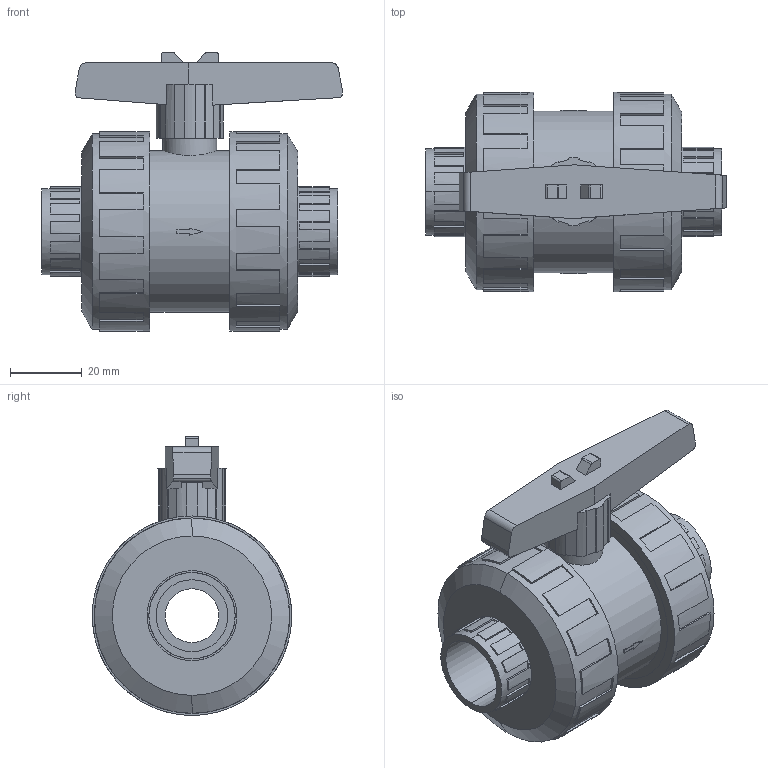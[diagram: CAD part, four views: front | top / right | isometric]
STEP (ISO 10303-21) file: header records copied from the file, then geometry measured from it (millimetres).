
FILE_DESCRIPTION(('STEP AP214'),'1');
FILE_NAME('cctmp_328CFFDC-FEAF-488E-94C5-C4F68F16F2BE_2018_12_14_14_7_39_137..stp','2018-12-14T13:07:39',('Praher Valves GmbH'),('CADClick - www.CADClick.com'),'Spatial InterOp 3D',' ','unknown authorization');
FILE_SCHEMA(('AUTOMOTIVE_DESIGN'));
Length unit declared in the file: millimetre
Products named in the file (1): 126987
Bounding box: 83.75 x 55.5 x 77.58 mm (x, y, z)
Volume: 125696.4 mm3; surface area: 41783.9 mm2
Topology: 1 solids, 1 shells, 386 faces, 1076 edges, 711 vertices
Faces by surface type: plane 318, cylinder 64, cone 4
Entity records: 15627 total; most frequent: CARTESIAN_POINT 2241, DIRECTION 2205, ORIENTED_EDGE 2152, EDGE_CURVE 1076, AXIS2_PLACEMENT_3D 745, LINE 715, VECTOR 715, VERTEX_POINT 711
